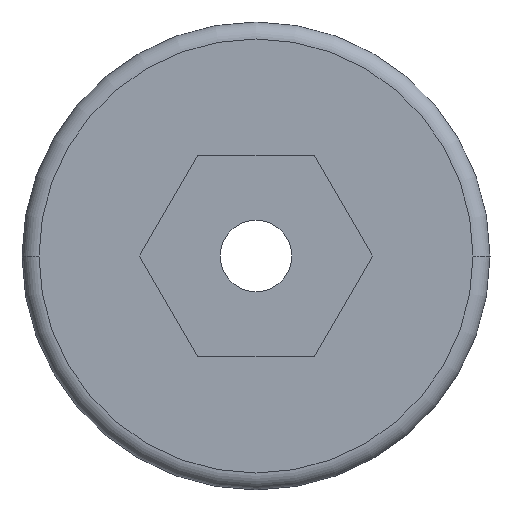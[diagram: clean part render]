
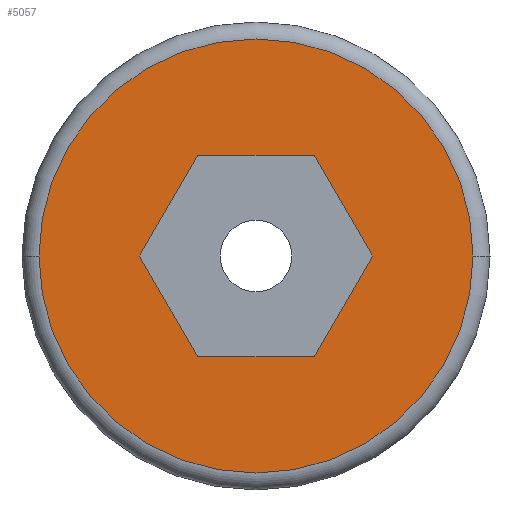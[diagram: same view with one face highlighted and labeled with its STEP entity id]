
A CAD part, left-side view. The second image highlights one B-rep face of the part: STEP entity #5057.
In plain terms, the highlighted planar face has unit normal (-1, 0, 0).
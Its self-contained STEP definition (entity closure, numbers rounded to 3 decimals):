
#2132=DIRECTION('',(0.,-0.5,0.866));
#2133=VECTOR('',#2132,1.744);
#2134=CARTESIAN_POINT('',(-3.91,1.744,0.));
#2135=LINE('',#2134,#2133);
#2136=DIRECTION('',(0.,0.5,0.866));
#2137=VECTOR('',#2136,1.744);
#2138=CARTESIAN_POINT('',(-3.91,0.872,-1.51));
#2139=LINE('',#2138,#2137);
#2140=DIRECTION('',(0.,1.,0.));
#2141=VECTOR('',#2140,1.744);
#2142=CARTESIAN_POINT('',(-3.91,-0.872,-1.51));
#2143=LINE('',#2142,#2141);
#2144=DIRECTION('',(0.,0.5,-0.866));
#2145=VECTOR('',#2144,1.744);
#2146=CARTESIAN_POINT('',(-3.91,-1.744,0.));
#2147=LINE('',#2146,#2145);
#2148=DIRECTION('',(0.,-0.5,-0.866));
#2149=VECTOR('',#2148,1.744);
#2150=CARTESIAN_POINT('',(-3.91,-0.872,1.51));
#2151=LINE('',#2150,#2149);
#2152=DIRECTION('',(0.,-1.,0.));
#2153=VECTOR('',#2152,1.744);
#2154=CARTESIAN_POINT('',(-3.91,0.872,1.51));
#2155=LINE('',#2154,#2153);
#2156=CARTESIAN_POINT('',(-3.91,0.,0.));
#2157=DIRECTION('',(-1.,0.,0.));
#2158=DIRECTION('',(0.,1.,0.));
#2159=AXIS2_PLACEMENT_3D('',#2156,#2157,#2158);
#2161=CARTESIAN_POINT('',(-3.91,0.,0.));
#2162=DIRECTION('',(-1.,0.,0.));
#2163=DIRECTION('',(0.,-1.,0.));
#2164=AXIS2_PLACEMENT_3D('',#2161,#2162,#2163);
#2347=CARTESIAN_POINT('',(-3.91,1.744,0.));
#2348=CARTESIAN_POINT('',(-3.91,0.872,1.51));
#2349=VERTEX_POINT('',#2347);
#2350=VERTEX_POINT('',#2348);
#2351=CARTESIAN_POINT('',(-3.91,-0.872,1.51));
#2352=VERTEX_POINT('',#2351);
#2353=CARTESIAN_POINT('',(-3.91,-1.744,0.));
#2354=VERTEX_POINT('',#2353);
#2355=CARTESIAN_POINT('',(-3.91,-0.872,-1.51));
#2356=VERTEX_POINT('',#2355);
#2357=CARTESIAN_POINT('',(-3.91,0.872,-1.51));
#2358=VERTEX_POINT('',#2357);
#2359=CARTESIAN_POINT('',(-3.91,3.246,0.));
#2360=CARTESIAN_POINT('',(-3.91,-3.246,0.));
#2361=VERTEX_POINT('',#2359);
#2362=VERTEX_POINT('',#2360);
#5033=CARTESIAN_POINT('',(-3.91,0.,0.));
#5034=DIRECTION('',(1.,0.,0.));
#5035=DIRECTION('',(0.,-1.,0.));
#5036=AXIS2_PLACEMENT_3D('',#5033,#5034,#5035);
#5037=PLANE('',#5036);
#5039=ORIENTED_EDGE('',*,*,#5038,.F.);
#5040=ORIENTED_EDGE('',*,*,#5023,.F.);
#5041=EDGE_LOOP('',(#5039,#5040));
#5042=FACE_OUTER_BOUND('',#5041,.F.);
#5044=ORIENTED_EDGE('',*,*,#5043,.F.);
#5046=ORIENTED_EDGE('',*,*,#5045,.F.);
#5048=ORIENTED_EDGE('',*,*,#5047,.F.);
#5050=ORIENTED_EDGE('',*,*,#5049,.F.);
#5052=ORIENTED_EDGE('',*,*,#5051,.F.);
#5054=ORIENTED_EDGE('',*,*,#5053,.F.);
#5055=EDGE_LOOP('',(#5044,#5046,#5048,#5050,#5052,#5054));
#5056=FACE_BOUND('',#5055,.F.);
#2160=CIRCLE('',#2159,3.246);
#2165=CIRCLE('',#2164,3.246);
#5023=EDGE_CURVE('',#2362,#2361,#2165,.T.);
#5038=EDGE_CURVE('',#2361,#2362,#2160,.T.);
#5043=EDGE_CURVE('',#2349,#2350,#2135,.T.);
#5045=EDGE_CURVE('',#2358,#2349,#2139,.T.);
#5047=EDGE_CURVE('',#2356,#2358,#2143,.T.);
#5049=EDGE_CURVE('',#2354,#2356,#2147,.T.);
#5051=EDGE_CURVE('',#2352,#2354,#2151,.T.);
#5053=EDGE_CURVE('',#2350,#2352,#2155,.T.);
#5057=ADVANCED_FACE('',(#5042,#5056),#5037,.F.);
